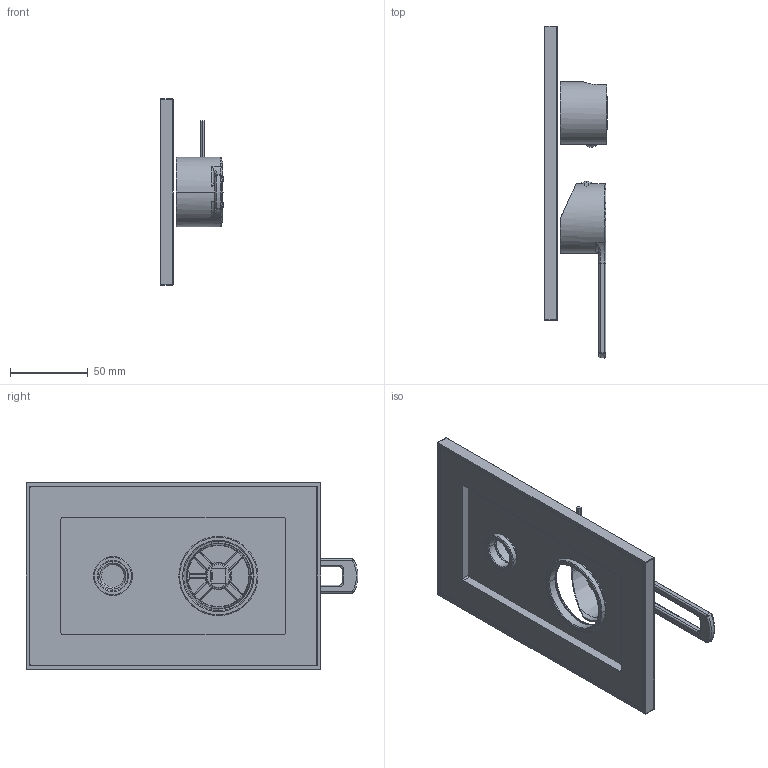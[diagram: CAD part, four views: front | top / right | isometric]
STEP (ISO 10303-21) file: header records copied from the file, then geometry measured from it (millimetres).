
FILE_DESCRIPTION((''),'2;1');
FILE_NAME('RIN019CREST_ASM','2021-02-02T09:34:51',('stefano.gianpani'),('PAFFONI SpA'),'CREO PARAMETRIC BY PTC INC, 2020044','CREO PARAMETRIC BY PTC INC, 2020044','');
FILE_SCHEMA(('CONFIG_CONTROL_DESIGN','SHAPE_APPEARANCE_LAYERS_GROUPS'));
Length unit declared in the file: millimetre
Products named in the file (13): 4061200CR; 592305004A2; TCF0691105CR; CHBR25; 8001128_ASM; 4061169CR_AF3; 2091320; 2091319; 2091341; 2042486GR; 2041560GR; 2091105CRN; RIN019CREST_ASM
Assembly tree (12 placements, depth 3):
  RIN019CREST_ASM
    4061200CR
    8001128_ASM
      592305004A2
      TCF0691105CR
      CHBR25
    4061169CR_AF3
    2091320
    2091319
    2091341
    2042486GR
    2041560GR
    2091105CRN
Bounding box: 40.35 x 214 x 120 mm (x, y, z)
Volume: 165874 mm3; surface area: 108705.1 mm2
Topology: 11 solids, 15 shells, 404 faces, 920 edges, 550 vertices
Faces by surface type: cylinder 134, plane 126, torus 60, cone 33, sphere 29, bspline 22
Entity records: 15958 total; most frequent: CARTESIAN_POINT 3615, DIRECTION 2109, ORIENTED_EDGE 1808, PRESENTATION_STYLE_ASSIGNMENT 929, STYLED_ITEM 929, CURVE_STYLE 914, EDGE_CURVE 914, AXIS2_PLACEMENT_3D 864
